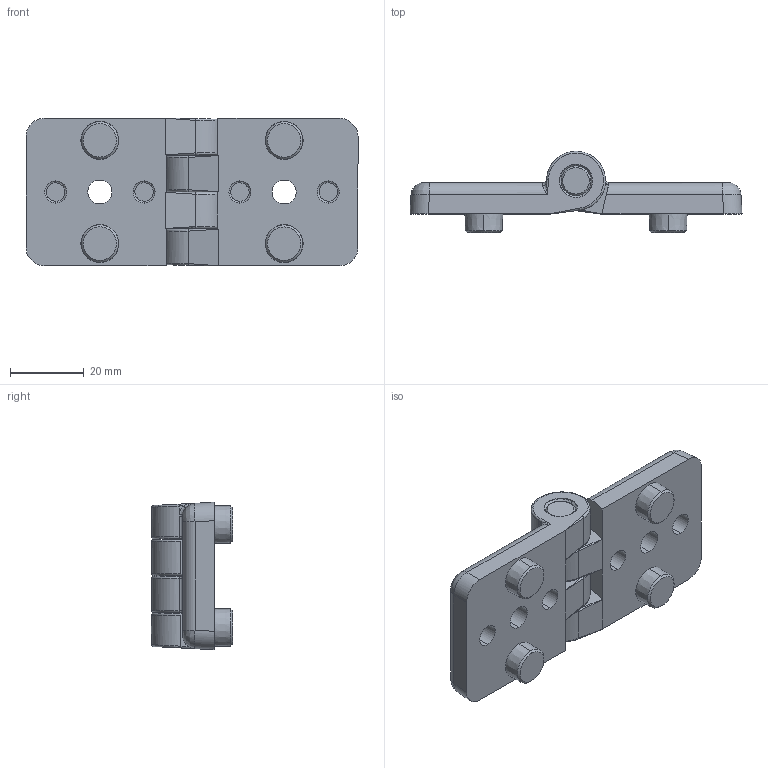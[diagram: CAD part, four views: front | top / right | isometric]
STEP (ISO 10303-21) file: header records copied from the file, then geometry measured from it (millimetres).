
FILE_DESCRIPTION (( 'STEP AP203' ), '1' );
FILE_NAME ('412535745_c_1.STEP', '2023-02-24T06:27:11', ( '' ), ( '' ), 'SwSTEP 2.0', 'SolidWorks 2014', '' );
FILE_SCHEMA (( 'CONFIG_CONTROL_DESIGN' ));
Length unit declared in the file: millimetre
Products named in the file (1): 412535745_c_1
Bounding box: 90.1 x 22 x 40.01 mm (x, y, z)
Volume: 32498.1 mm3; surface area: 15284.6 mm2
Topology: 7 solids, 7 shells, 325 faces, 825 edges, 525 vertices
Faces by surface type: cylinder 154, bspline 80, plane 55, cone 36
Entity records: 13449 total; most frequent: CARTESIAN_POINT 5982, ORIENTED_EDGE 1646, DIRECTION 1444, EDGE_CURVE 823, AXIS2_PLACEMENT_3D 585, VERTEX_POINT 525, EDGE_LOOP 350, CIRCLE 339
